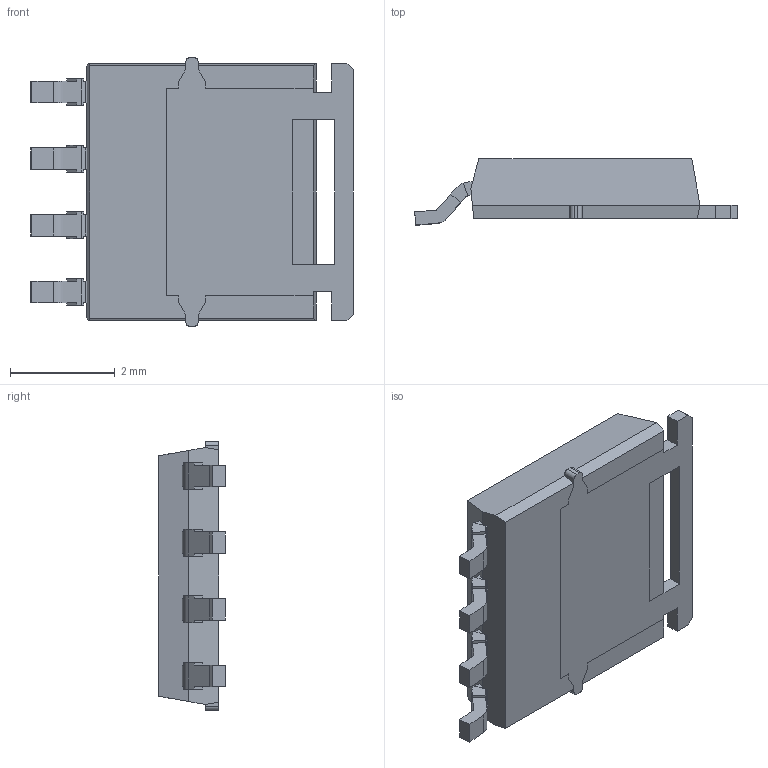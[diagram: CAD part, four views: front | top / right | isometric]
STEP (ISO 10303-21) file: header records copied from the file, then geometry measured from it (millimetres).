
FILE_DESCRIPTION (( 'STEP AP214' ), '1' );
FILE_NAME ('SQJ148EP-T1_GE3.STEP', '2022-08-29T06:04:17', ( '' ), ( '' ), 'SwSTEP 2.0', 'SolidWorks 2017', '' );
FILE_SCHEMA (( 'AUTOMOTIVE_DESIGN' ));
Length unit declared in the file: millimetre
Products named in the file (2): SQJ148EP-T1_GE3_SQJ148EP-T1_GE3; SQJ148EP-T1_GE3
Assembly tree (1 placements, depth 2):
  SQJ148EP-T1_GE3
    SQJ148EP-T1_GE3_SQJ148EP-T1_GE3
Bounding box: 6.15 x 1.27 x 5.13 mm (x, y, z)
Volume: 24.2 mm3; surface area: 103.6 mm2
Topology: 7 solids, 7 shells, 179 faces, 480 edges, 316 vertices
Faces by surface type: plane 157, cylinder 22
Full cylindrical faces by diameter (mm): 0.3 x2
Entity records: 5632 total; most frequent: CARTESIAN_POINT 977, ORIENTED_EDGE 956, DIRECTION 904, EDGE_CURVE 478, VECTOR 418, LINE 418, VERTEX_POINT 316, AXIS2_PLACEMENT_3D 243
